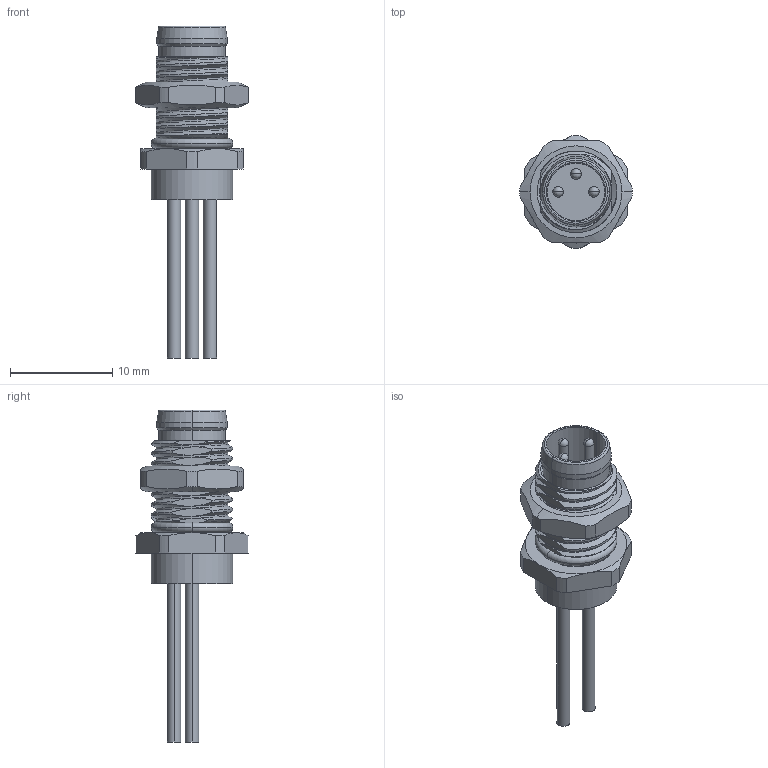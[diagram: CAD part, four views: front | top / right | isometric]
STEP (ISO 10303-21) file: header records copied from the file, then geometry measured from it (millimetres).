
FILE_DESCRIPTION((''),'2;1');
FILE_NAME('PRT0001','2023-09-09T',('gongcheng16'),(''),'PRO/ENGINEER BY PARAMETRIC TECHNOLOGY CORPORATION, 2010280','PRO/ENGINEER BY PARAMETRIC TECHNOLOGY CORPORATION, 2010280','');
FILE_SCHEMA(('CONFIG_CONTROL_DESIGN'));
Length unit declared in the file: millimetre
Products named in the file (1): PRT0001
Bounding box: 11 x 10.99 x 32.5 mm (x, y, z)
Surface area: 2309.7 mm2 (no closed solid volume)
Topology: 0 solids, 11 shells, 374 faces, 879 edges, 543 vertices
Faces by surface type: cylinder 135, plane 116, cone 62, bspline 43, torus 12, sphere 6
Entity records: 18791 total; most frequent: CARTESIAN_POINT 10505, ORIENTED_EDGE 1734, DIRECTION 1648, EDGE_CURVE 867, AXIS2_PLACEMENT_3D 665, VERTEX_POINT 543, EDGE_LOOP 420, FACE_OUTER_BOUND 374
